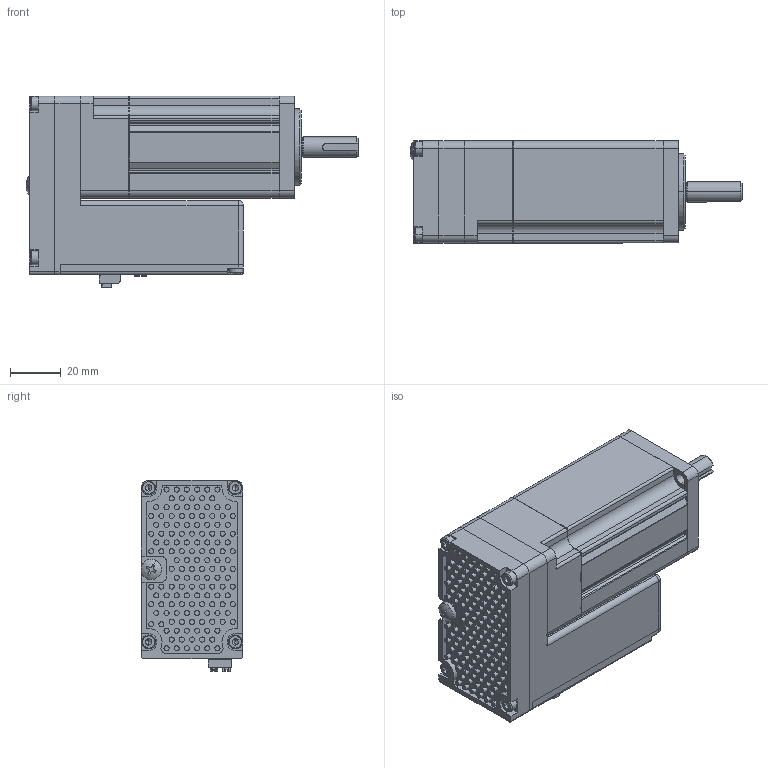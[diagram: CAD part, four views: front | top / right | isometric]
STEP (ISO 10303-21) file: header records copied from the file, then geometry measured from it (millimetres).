
FILE_DESCRIPTION (( 'STEP AP214' ), '1' );
FILE_NAME ('MDX40 IP20 RC.STEP', '2024-04-28T05:28:25', ( '' ), ( '' ), 'SwSTEP 2.0', 'SolidWorks 2015', '' );
FILE_SCHEMA (( 'AUTOMOTIVE_DESIGN' ));
Length unit declared in the file: millimetre
Products named in the file (1): MDX40 IP20 RC
Bounding box: 130.36 x 40 x 75.2 mm (x, y, z)
Volume: 111983.2 mm3; surface area: 84387.6 mm2
Topology: 34 solids, 35 shells, 3610 faces, 9430 edges, 6002 vertices
Faces by surface type: plane 1918, cylinder 1297, bspline 182, cone 143, torus 58, sphere 12
Entity records: 156255 total; most frequent: CARTESIAN_POINT 27553, ORIENTED_EDGE 18672, DIRECTION 18252, EDGE_CURVE 9336, VECTOR 6086, LINE 6086, AXIS2_PLACEMENT_3D 6083, VERTEX_POINT 6002
